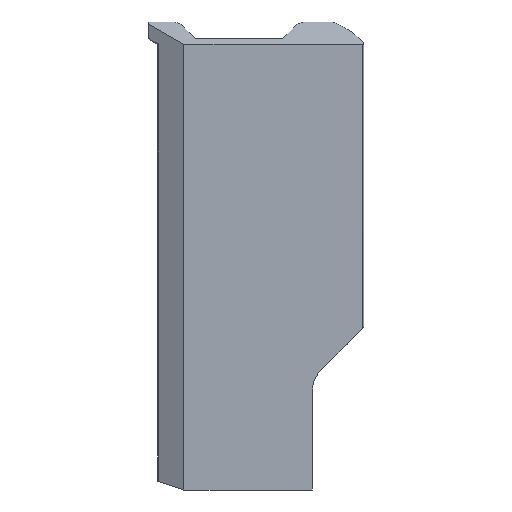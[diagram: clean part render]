
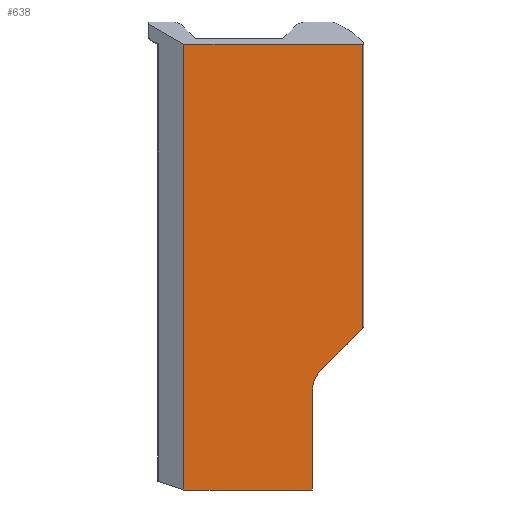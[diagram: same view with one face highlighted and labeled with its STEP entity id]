
A CAD part, top view. The second image highlights one B-rep face of the part: STEP entity #638.
In plain terms, the highlighted planar face has unit normal (0, 0, 1).
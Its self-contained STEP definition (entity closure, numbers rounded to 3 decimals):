
#54 = VERTEX_POINT ( 'NONE', #595 ) ;
#70 = EDGE_CURVE ( 'NONE', #250, #54, #217, .T. ) ;
#77 = CARTESIAN_POINT ( 'NONE',  ( -36.144, -84., 8. ) ) ;
#86 = EDGE_CURVE ( 'NONE', #54, #567, #188, .T. ) ;
#105 = DIRECTION ( 'NONE',  ( 0.707, 0.707, 0. ) ) ;
#113 = DIRECTION ( 'NONE',  ( 0., 1., 0. ) ) ;
#119 = ORIENTED_EDGE ( 'NONE', *, *, #604, .T. ) ;
#131 = VECTOR ( 'NONE', #203, 1000. ) ;
#145 = ORIENTED_EDGE ( 'NONE', *, *, #364, .T. ) ;
#174 = CIRCLE ( 'NONE', #943, 10. ) ;
#181 = DIRECTION ( 'NONE',  ( 0., 0., -1. ) ) ;
#188 = LINE ( 'NONE', #937, #927 ) ;
#193 = PLANE ( 'NONE',  #770 ) ;
#203 = DIRECTION ( 'NONE',  ( 1., 0., 0. ) ) ;
#206 = FACE_OUTER_BOUND ( 'NONE', #453, .T. ) ;
#207 = ORIENTED_EDGE ( 'NONE', *, *, #802, .F. ) ;
#209 = VERTEX_POINT ( 'NONE', #312 ) ;
#212 = DIRECTION ( 'NONE',  ( 1., 0., 0. ) ) ;
#217 = LINE ( 'NONE', #675, #325 ) ;
#232 = ORIENTED_EDGE ( 'NONE', *, *, #86, .T. ) ;
#238 = VERTEX_POINT ( 'NONE', #387 ) ;
#239 = VECTOR ( 'NONE', #601, 1000. ) ;
#250 = VERTEX_POINT ( 'NONE', #77 ) ;
#278 = DIRECTION ( 'NONE',  ( 0., 1., 0. ) ) ;
#279 = DIRECTION ( 'NONE',  ( -1., 0., 0. ) ) ;
#302 = ORIENTED_EDGE ( 'NONE', *, *, #70, .T. ) ;
#312 = CARTESIAN_POINT ( 'NONE',  ( 12.929, -41.071, 8. ) ) ;
#325 = VECTOR ( 'NONE', #212, 1000. ) ;
#355 = CARTESIAN_POINT ( 'NONE',  ( 20., -48.142, 8. ) ) ;
#364 = EDGE_CURVE ( 'NONE', #528, #238, #451, .T. ) ;
#375 = CARTESIAN_POINT ( 'NONE',  ( -36.144, 76., 8. ) ) ;
#380 = CARTESIAN_POINT ( 'NONE',  ( 27.984, 0., 8. ) ) ;
#387 = CARTESIAN_POINT ( 'NONE',  ( 27.984, 76., 8. ) ) ;
#414 = VERTEX_POINT ( 'NONE', #375 ) ;
#420 = DIRECTION ( 'NONE',  ( -1., 0., 0. ) ) ;
#438 = VECTOR ( 'NONE', #105, 1000. ) ;
#451 = LINE ( 'NONE', #380, #239 ) ;
#453 = EDGE_LOOP ( 'NONE', ( #700, #145, #819, #207, #302, #232, #119 ) ) ;
#526 = LINE ( 'NONE', #732, #131 ) ;
#528 = VERTEX_POINT ( 'NONE', #743 ) ;
#567 = VERTEX_POINT ( 'NONE', #599 ) ;
#577 = CARTESIAN_POINT ( 'NONE',  ( 0., 0., 8. ) ) ;
#595 = CARTESIAN_POINT ( 'NONE',  ( 10., -84., 8. ) ) ;
#599 = CARTESIAN_POINT ( 'NONE',  ( 10., -48.142, 8. ) ) ;
#601 = DIRECTION ( 'NONE',  ( 0., 1., 0. ) ) ;
#604 = EDGE_CURVE ( 'NONE', #567, #209, #174, .T. ) ;
#633 = LINE ( 'NONE', #944, #438 ) ;
#638 = ADVANCED_FACE ( 'NONE', ( #206 ), #193, .F. ) ;
#675 = CARTESIAN_POINT ( 'NONE',  ( -50., -84., 8. ) ) ;
#677 = CARTESIAN_POINT ( 'NONE',  ( -36.144, 0., 8. ) ) ;
#700 = ORIENTED_EDGE ( 'NONE', *, *, #710, .T. ) ;
#710 = EDGE_CURVE ( 'NONE', #209, #528, #633, .T. ) ;
#732 = CARTESIAN_POINT ( 'NONE',  ( 0., 76., 8. ) ) ;
#743 = CARTESIAN_POINT ( 'NONE',  ( 27.984, -26.016, 8. ) ) ;
#756 = LINE ( 'NONE', #677, #863 ) ;
#770 = AXIS2_PLACEMENT_3D ( 'NONE', #577, #181, #279 ) ;
#796 = DIRECTION ( 'NONE',  ( 0., 0., -1. ) ) ;
#802 = EDGE_CURVE ( 'NONE', #250, #414, #756, .T. ) ;
#819 = ORIENTED_EDGE ( 'NONE', *, *, #834, .F. ) ;
#834 = EDGE_CURVE ( 'NONE', #414, #238, #526, .T. ) ;
#863 = VECTOR ( 'NONE', #278, 1000. ) ;
#927 = VECTOR ( 'NONE', #113, 1000. ) ;
#937 = CARTESIAN_POINT ( 'NONE',  ( 10., 0., 8. ) ) ;
#943 = AXIS2_PLACEMENT_3D ( 'NONE', #355, #796, #420 ) ;
#944 = CARTESIAN_POINT ( 'NONE',  ( 27., -27., 8. ) ) ;
